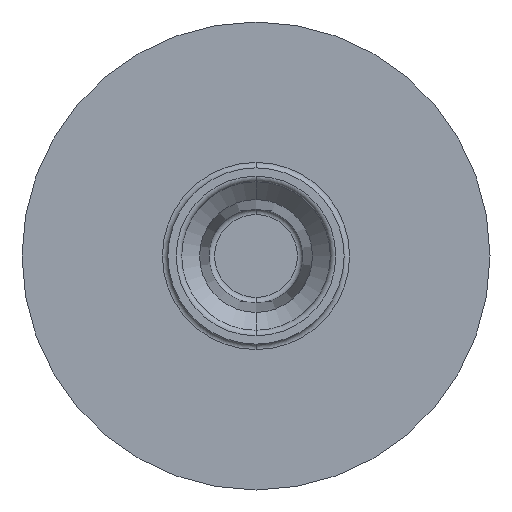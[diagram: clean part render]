
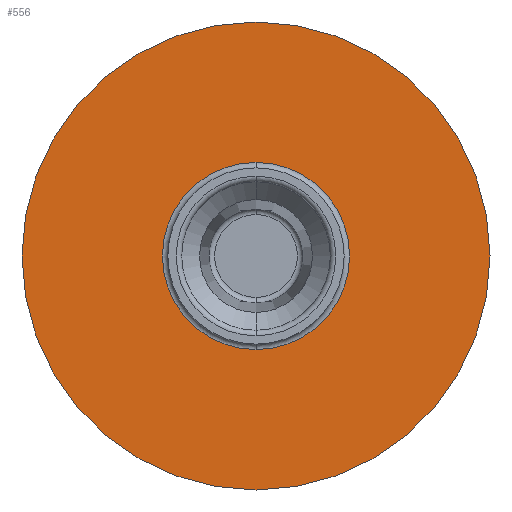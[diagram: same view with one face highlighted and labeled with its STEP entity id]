
A CAD part, front view. The second image highlights one B-rep face of the part: STEP entity #556.
In plain terms, the highlighted planar face has unit normal (0, -1, 0).
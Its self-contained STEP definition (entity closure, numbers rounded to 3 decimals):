
#2 = CIRCLE ( 'NONE', #280, 8.5 ) ;
#21 = AXIS2_PLACEMENT_3D ( 'NONE', #570, #594, #290 ) ;
#46 = CARTESIAN_POINT ( 'NONE',  ( 0., -1.5, 0. ) ) ;
#52 = ORIENTED_EDGE ( 'NONE', *, *, #615, .T. ) ;
#59 = CARTESIAN_POINT ( 'NONE',  ( 0., -1.5, -3.4 ) ) ;
#101 = DIRECTION ( 'NONE',  ( 0., 0., -1. ) ) ;
#112 = EDGE_CURVE ( 'NONE', #617, #516, #2, .T. ) ;
#115 = FACE_BOUND ( 'NONE', #349, .T. ) ;
#116 = DIRECTION ( 'NONE',  ( 0., 1., 0. ) ) ;
#125 = DIRECTION ( 'NONE',  ( 0., -1., 0. ) ) ;
#135 = DIRECTION ( 'NONE',  ( 0., 0., -1. ) ) ;
#137 = EDGE_LOOP ( 'NONE', ( #424, #508 ) ) ;
#168 = DIRECTION ( 'NONE',  ( 0., 0., 1. ) ) ;
#169 = CARTESIAN_POINT ( 'NONE',  ( 0., -1.5, 8.5 ) ) ;
#183 = CARTESIAN_POINT ( 'NONE',  ( 0., -1.5, -8.5 ) ) ;
#189 = CARTESIAN_POINT ( 'NONE',  ( 0., -1.5, 0. ) ) ;
#211 = ORIENTED_EDGE ( 'NONE', *, *, #254, .T. ) ;
#253 = FACE_OUTER_BOUND ( 'NONE', #137, .T. ) ;
#254 = EDGE_CURVE ( 'NONE', #540, #584, #651, .T. ) ;
#279 = CARTESIAN_POINT ( 'NONE',  ( 0., -1.5, 3.4 ) ) ;
#280 = AXIS2_PLACEMENT_3D ( 'NONE', #484, #116, #168 ) ;
#290 = DIRECTION ( 'NONE',  ( 0., 0., 1. ) ) ;
#310 = AXIS2_PLACEMENT_3D ( 'NONE', #46, #421, #101 ) ;
#349 = EDGE_LOOP ( 'NONE', ( #211, #52 ) ) ;
#408 = DIRECTION ( 'NONE',  ( 0., 0., -1. ) ) ;
#421 = DIRECTION ( 'NONE',  ( 0., 1., 0. ) ) ;
#424 = ORIENTED_EDGE ( 'NONE', *, *, #536, .F. ) ;
#456 = DIRECTION ( 'NONE',  ( 0., 1., 0. ) ) ;
#459 = CARTESIAN_POINT ( 'NONE',  ( -8.5, -1.5, 0. ) ) ;
#461 = AXIS2_PLACEMENT_3D ( 'NONE', #459, #125, #135 ) ;
#484 = CARTESIAN_POINT ( 'NONE',  ( 0., -1.5, 0. ) ) ;
#508 = ORIENTED_EDGE ( 'NONE', *, *, #112, .F. ) ;
#516 = VERTEX_POINT ( 'NONE', #169 ) ;
#536 = EDGE_CURVE ( 'NONE', #516, #617, #652, .T. ) ;
#540 = VERTEX_POINT ( 'NONE', #59 ) ;
#545 = PLANE ( 'NONE',  #461 ) ;
#553 = AXIS2_PLACEMENT_3D ( 'NONE', #189, #456, #408 ) ;
#556 = ADVANCED_FACE ( 'NONE', ( #115, #253 ), #545, .T. ) ;
#570 = CARTESIAN_POINT ( 'NONE',  ( 0., -1.5, 0. ) ) ;
#584 = VERTEX_POINT ( 'NONE', #279 ) ;
#594 = DIRECTION ( 'NONE',  ( 0., 1., 0. ) ) ;
#615 = EDGE_CURVE ( 'NONE', #584, #540, #625, .T. ) ;
#617 = VERTEX_POINT ( 'NONE', #183 ) ;
#625 = CIRCLE ( 'NONE', #553, 3.4 ) ;
#651 = CIRCLE ( 'NONE', #310, 3.4 ) ;
#652 = CIRCLE ( 'NONE', #21, 8.5 ) ;
